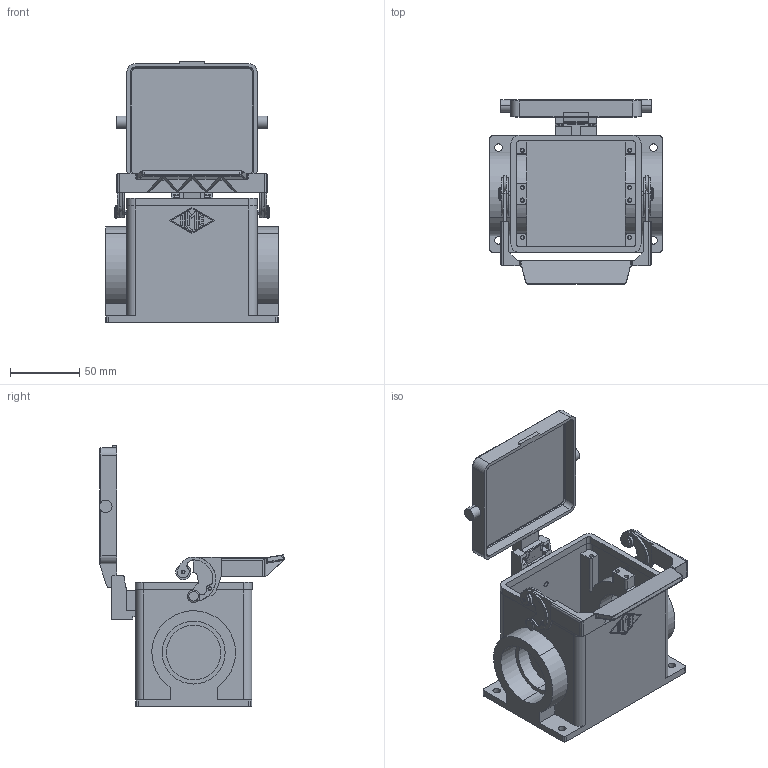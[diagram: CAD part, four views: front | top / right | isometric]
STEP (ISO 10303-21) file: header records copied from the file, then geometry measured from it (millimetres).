
FILE_DESCRIPTION((''),'2;1');
FILE_NAME('CHP 32 LS2.stp','2006-12-19T13:32:35',('gembarski'),(''),'Autodesk Inventor 7','Autodesk Inventor 7','');
FILE_SCHEMA(('AUTOMOTIVE_DESIGN { 1 0 10303 214 1 1 1 1 }'));
Length unit declared in the file: millimetre
Products named in the file (1): CHP 32 LS2
Bounding box: 125 x 133.59 x 189.2 mm (x, y, z)
Volume: 303800.5 mm3; surface area: 135598.9 mm2
Topology: 6 solids, 6 shells, 651 faces, 1711 edges, 1116 vertices
Faces by surface type: plane 255, cylinder 200, bspline 174, torus 16, cone 6
Entity records: 23671 total; most frequent: CARTESIAN_POINT 7525, ORIENTED_EDGE 3434, DIRECTION 3329, EDGE_CURVE 1717, AXIS2_PLACEMENT_3D 1182, VERTEX_POINT 1116, VECTOR 965, LINE 965
